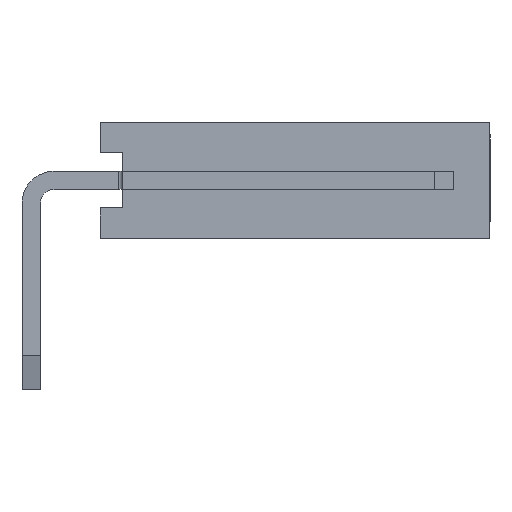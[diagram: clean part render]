
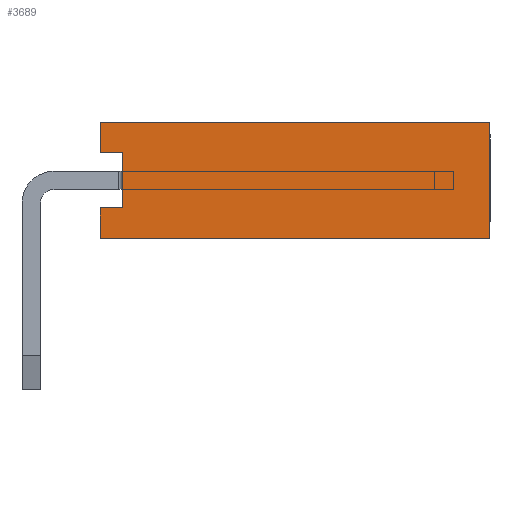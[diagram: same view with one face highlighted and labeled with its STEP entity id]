
A CAD part, left-side view. The second image highlights one B-rep face of the part: STEP entity #3689.
In plain terms, the highlighted planar face has unit normal (-1, 0, 0).
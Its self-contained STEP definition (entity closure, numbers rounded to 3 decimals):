
#3689=ADVANCED_FACE('',(#19739),#19741,.T.);
#19739=FACE_BOUND('',#19740,.T.);
#19740=EDGE_LOOP('',(#32653,#32654,#32655,#32656,#32657,#32658,#32659,#32660));
#19741=PLANE('',#19742);
#19742=AXIS2_PLACEMENT_3D('',#19743,#19744,#19745);
#19743=CARTESIAN_POINT('',(-1.27,-1.5,2.54));
#19744=DIRECTION('',(-1.,0.,0.));
#19745=DIRECTION('',(0.,0.,-1.));
#32653=ORIENTED_EDGE('',*,*,#41949,.T.);
#32654=ORIENTED_EDGE('',*,*,#41950,.T.);
#32655=ORIENTED_EDGE('',*,*,#41951,.T.);
#32656=ORIENTED_EDGE('',*,*,#41952,.F.);
#32657=ORIENTED_EDGE('',*,*,#41953,.F.);
#32658=ORIENTED_EDGE('',*,*,#41954,.T.);
#32659=ORIENTED_EDGE('',*,*,#41955,.T.);
#32660=ORIENTED_EDGE('',*,*,#41317,.T.);
#41317=EDGE_CURVE('',#47329,#47330,#47331,.T.);
#41949=EDGE_CURVE('',#47330,#48221,#48222,.F.);
#41950=EDGE_CURVE('',#48221,#48223,#48224,.T.);
#41951=EDGE_CURVE('',#48223,#48225,#48226,.T.);
#41952=EDGE_CURVE('',#48227,#48225,#48228,.T.);
#41953=EDGE_CURVE('',#48229,#48227,#48230,.T.);
#41954=EDGE_CURVE('',#48229,#48231,#48232,.T.);
#41955=EDGE_CURVE('',#48231,#47329,#48233,.F.);
#47329=VERTEX_POINT('',#57921);
#47330=VERTEX_POINT('',#57922);
#47331=LINE('',#57923,#57924);
#48221=VERTEX_POINT('',#60077);
#48222=LINE('',#60078,#60079);
#48223=VERTEX_POINT('',#60081);
#48224=LINE('',#60082,#60083);
#48225=VERTEX_POINT('',#60085);
#48226=LINE('',#60086,#60087);
#48227=VERTEX_POINT('',#60089);
#48228=LINE('',#60090,#60091);
#48229=VERTEX_POINT('',#60093);
#48230=LINE('',#60094,#60095);
#48231=VERTEX_POINT('',#60097);
#48232=LINE('',#60098,#60099);
#48233=LINE('',#60101,#60102);
#57921=CARTESIAN_POINT('',(-1.27,-2.,1.87));
#57922=CARTESIAN_POINT('',(-1.27,-2.,0.67));
#57923=CARTESIAN_POINT('',(-1.27,-2.,1.87));
#57924=VECTOR('',#57925,1.);
#57925=DIRECTION('',(0.,0.,-1.));
#60077=CARTESIAN_POINT('',(-1.27,-1.5,0.67));
#60078=CARTESIAN_POINT('',(-1.27,-1.5,0.67));
#60079=VECTOR('',#60080,1.);
#60080=DIRECTION('',(0.,-1.,0.));
#60081=CARTESIAN_POINT('',(-1.27,-1.5,0.));
#60082=CARTESIAN_POINT('',(-1.27,-1.5,0.67));
#60083=VECTOR('',#60084,1.);
#60084=DIRECTION('',(0.,0.,-1.));
#60085=CARTESIAN_POINT('',(-1.27,-10.,0.));
#60086=CARTESIAN_POINT('',(-1.27,-1.5,0.));
#60087=VECTOR('',#60088,1.);
#60088=DIRECTION('',(0.,-1.,0.));
#60089=CARTESIAN_POINT('',(-1.27,-10.,2.54));
#60090=CARTESIAN_POINT('',(-1.27,-10.,2.54));
#60091=VECTOR('',#60092,1.);
#60092=DIRECTION('',(0.,0.,-1.));
#60093=CARTESIAN_POINT('',(-1.27,-1.5,2.54));
#60094=CARTESIAN_POINT('',(-1.27,-1.5,2.54));
#60095=VECTOR('',#60096,1.);
#60096=DIRECTION('',(0.,-1.,0.));
#60097=CARTESIAN_POINT('',(-1.27,-1.5,1.87));
#60098=CARTESIAN_POINT('',(-1.27,-1.5,2.54));
#60099=VECTOR('',#60100,1.);
#60100=DIRECTION('',(0.,0.,-1.));
#60101=CARTESIAN_POINT('',(-1.27,-2.,1.87));
#60102=VECTOR('',#60103,1.);
#60103=DIRECTION('',(0.,1.,0.));
